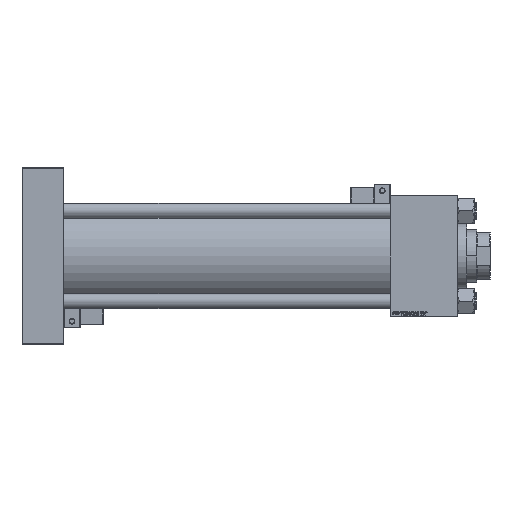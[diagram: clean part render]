
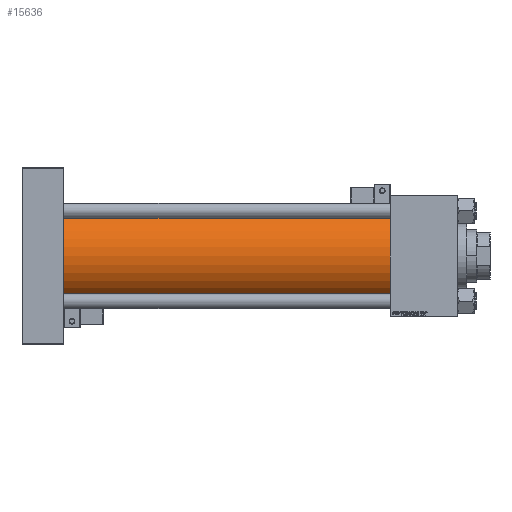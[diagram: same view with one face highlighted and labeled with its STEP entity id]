
A CAD part, front view. The second image highlights one B-rep face of the part: STEP entity #15636.
In plain terms, the highlighted cylindrical face has radius 53 mm (diameter 106 mm), a partial arc.
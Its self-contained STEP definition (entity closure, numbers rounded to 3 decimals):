
#2145 = CIRCLE ( 'NONE', #31437, 53. ) ;
#2515 = AXIS2_PLACEMENT_3D ( 'NONE', #34110, #21058, #5189 ) ;
#2785 = CARTESIAN_POINT ( 'NONE',  ( 396., 0., 0. ) ) ;
#5189 = DIRECTION ( 'NONE',  ( 0., 0., 1. ) ) ;
#7635 = ORIENTED_EDGE ( 'NONE', *, *, #30732, .F. ) ;
#9093 = CYLINDRICAL_SURFACE ( 'NONE', #2515, 53. ) ;
#11145 = ORIENTED_EDGE ( 'NONE', *, *, #33022, .F. ) ;
#12994 = VECTOR ( 'NONE', #18779, 1000. ) ;
#15155 = CARTESIAN_POINT ( 'NONE',  ( 396., 0., -53. ) ) ;
#15296 = DIRECTION ( 'NONE',  ( 0., 0., -1. ) ) ;
#15636 = ADVANCED_FACE ( 'NONE', ( #25236 ), #9093, .T. ) ;
#16729 = CARTESIAN_POINT ( 'NONE',  ( 45., 0., 53. ) ) ;
#18779 = DIRECTION ( 'NONE',  ( -1., 0., 0. ) ) ;
#21058 = DIRECTION ( 'NONE',  ( -1., 0., 0. ) ) ;
#21218 = ORIENTED_EDGE ( 'NONE', *, *, #29388, .T. ) ;
#22948 = LINE ( 'NONE', #23231, #12994 ) ;
#23231 = CARTESIAN_POINT ( 'NONE',  ( 396., 0., -53. ) ) ;
#23318 = VERTEX_POINT ( 'NONE', #23910 ) ;
#23910 = CARTESIAN_POINT ( 'NONE',  ( 396., 0., 53. ) ) ;
#24198 = DIRECTION ( 'NONE',  ( 1., 0., 0. ) ) ;
#25236 = FACE_OUTER_BOUND ( 'NONE', #27198, .T. ) ;
#25616 = AXIS2_PLACEMENT_3D ( 'NONE', #26799, #34571, #51517 ) ;
#26799 = CARTESIAN_POINT ( 'NONE',  ( 45., 0., 0. ) ) ;
#27198 = EDGE_LOOP ( 'NONE', ( #11145, #7635, #21218, #46433 ) ) ;
#27651 = CARTESIAN_POINT ( 'NONE',  ( 45., 0., -53. ) ) ;
#29388 = EDGE_CURVE ( 'NONE', #23318, #48838, #36570, .T. ) ;
#30732 = EDGE_CURVE ( 'NONE', #23318, #32935, #2145, .T. ) ;
#31437 = AXIS2_PLACEMENT_3D ( 'NONE', #2785, #24198, #15296 ) ;
#32935 = VERTEX_POINT ( 'NONE', #15155 ) ;
#33022 = EDGE_CURVE ( 'NONE', #32935, #51136, #22948, .T. ) ;
#33144 = VECTOR ( 'NONE', #40184, 1000. ) ;
#34110 = CARTESIAN_POINT ( 'NONE',  ( 396., 0., 0. ) ) ;
#34571 = DIRECTION ( 'NONE',  ( 1., 0., 0. ) ) ;
#36238 = CIRCLE ( 'NONE', #25616, 53. ) ;
#36570 = LINE ( 'NONE', #49353, #33144 ) ;
#40184 = DIRECTION ( 'NONE',  ( -1., 0., 0. ) ) ;
#40496 = EDGE_CURVE ( 'NONE', #48838, #51136, #36238, .T. ) ;
#46433 = ORIENTED_EDGE ( 'NONE', *, *, #40496, .T. ) ;
#48838 = VERTEX_POINT ( 'NONE', #16729 ) ;
#49353 = CARTESIAN_POINT ( 'NONE',  ( 396., 0., 53. ) ) ;
#51136 = VERTEX_POINT ( 'NONE', #27651 ) ;
#51517 = DIRECTION ( 'NONE',  ( 0., 0., 1. ) ) ;
